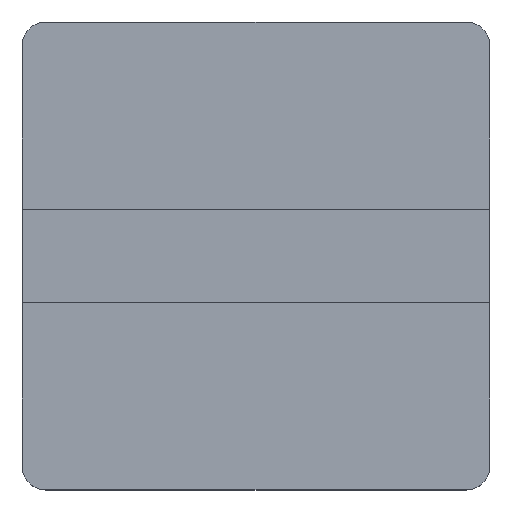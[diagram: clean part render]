
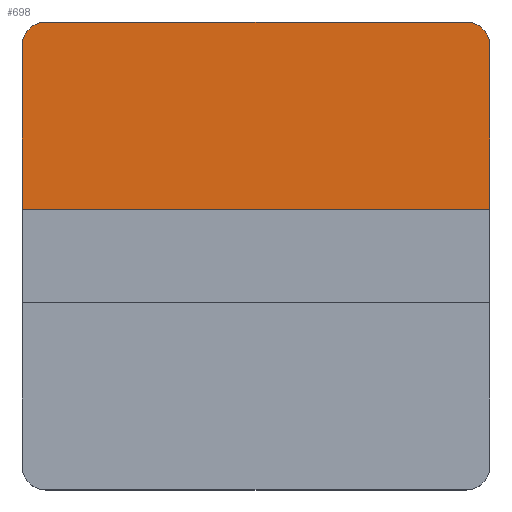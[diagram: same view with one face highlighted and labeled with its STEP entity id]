
A CAD part, top view. The second image highlights one B-rep face of the part: STEP entity #698.
In plain terms, the highlighted planar face has unit normal (0, 0, 1).
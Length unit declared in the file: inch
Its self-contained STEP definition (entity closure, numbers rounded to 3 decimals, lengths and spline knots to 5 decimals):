
#66=FACE_OUTER_BOUND('',#114,.T.);
#114=EDGE_LOOP('',(#563,#564,#565,#566,#567,#568));
#159=LINE('',#1146,#223);
#165=LINE('',#1161,#229);
#166=LINE('',#1166,#230);
#167=LINE('',#1169,#231);
#223=VECTOR('',#940,0.3937);
#229=VECTOR('',#954,0.3937);
#230=VECTOR('',#959,0.3937);
#231=VECTOR('',#962,0.3937);
#287=CIRCLE('',#794,0.06);
#288=CIRCLE('',#795,0.06);
#327=VERTEX_POINT('',#1143);
#328=VERTEX_POINT('',#1145);
#333=VERTEX_POINT('',#1159);
#334=VERTEX_POINT('',#1163);
#335=VERTEX_POINT('',#1165);
#336=VERTEX_POINT('',#1167);
#407=EDGE_CURVE('',#327,#328,#159,.T.);
#415=EDGE_CURVE('',#327,#333,#165,.T.);
#416=EDGE_CURVE('',#333,#334,#287,.T.);
#417=EDGE_CURVE('',#334,#335,#166,.T.);
#418=EDGE_CURVE('',#335,#336,#288,.T.);
#419=EDGE_CURVE('',#336,#328,#167,.T.);
#563=ORIENTED_EDGE('',*,*,#407,.F.);
#564=ORIENTED_EDGE('',*,*,#415,.T.);
#565=ORIENTED_EDGE('',*,*,#416,.T.);
#566=ORIENTED_EDGE('',*,*,#417,.T.);
#567=ORIENTED_EDGE('',*,*,#418,.T.);
#568=ORIENTED_EDGE('',*,*,#419,.T.);
#658=PLANE('',#793);
#698=ADVANCED_FACE('',(#66),#658,.T.);
#793=AXIS2_PLACEMENT_3D('',#1162,#955,#956);
#794=AXIS2_PLACEMENT_3D('',#1164,#957,#958);
#795=AXIS2_PLACEMENT_3D('',#1168,#960,#961);
#940=DIRECTION('',(-1.,0.,0.));
#954=DIRECTION('',(0.,1.,0.));
#955=DIRECTION('center_axis',(0.,0.,1.));
#956=DIRECTION('ref_axis',(1.,0.,0.));
#957=DIRECTION('center_axis',(0.,0.,1.));
#958=DIRECTION('ref_axis',(1.,0.,0.));
#959=DIRECTION('',(-1.,0.,0.));
#960=DIRECTION('center_axis',(0.,0.,1.));
#961=DIRECTION('ref_axis',(0.,1.,0.));
#962=DIRECTION('',(0.,-1.,0.));
#1143=CARTESIAN_POINT('',(0.59055,0.11811,0.09));
#1145=CARTESIAN_POINT('',(-0.59055,0.11811,0.09));
#1146=CARTESIAN_POINT('',(0.,0.11811,0.09));
#1159=CARTESIAN_POINT('',(0.59055,0.53055,0.09));
#1161=CARTESIAN_POINT('',(0.59055,-0.59055,0.09));
#1162=CARTESIAN_POINT('Origin',(0.,-0.35433,0.09));
#1163=CARTESIAN_POINT('',(0.53055,0.59055,0.09));
#1164=CARTESIAN_POINT('Origin',(0.53055,0.53055,0.09));
#1165=CARTESIAN_POINT('',(-0.53055,0.59055,0.09));
#1166=CARTESIAN_POINT('',(0.53055,0.59055,0.09));
#1167=CARTESIAN_POINT('',(-0.59055,0.53055,0.09));
#1168=CARTESIAN_POINT('Origin',(-0.53055,0.53055,0.09));
#1169=CARTESIAN_POINT('',(-0.59055,-0.11811,0.09));
